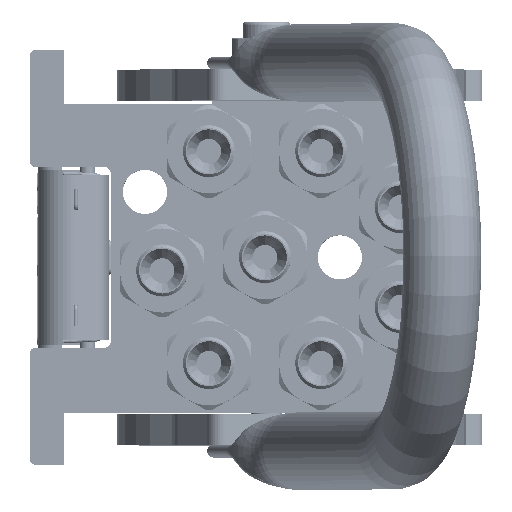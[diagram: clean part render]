
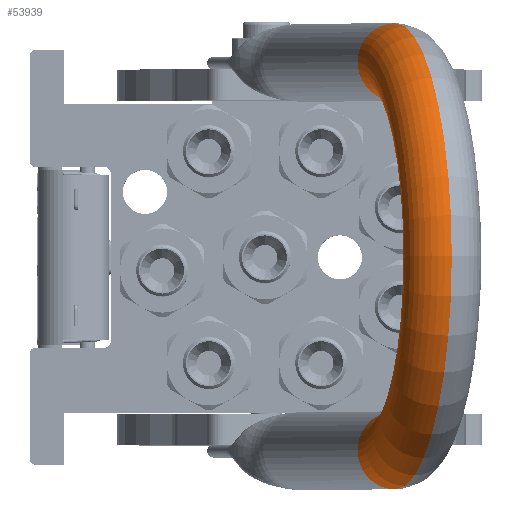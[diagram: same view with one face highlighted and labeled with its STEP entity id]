
A CAD part, top view. The second image highlights one B-rep face of the part: STEP entity #53939.
In plain terms, the highlighted toroidal (fillet/blend) face has major radius 62.25 mm and minor radius 12.5 mm.
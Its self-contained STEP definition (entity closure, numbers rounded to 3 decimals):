
#1129 = AXIS2_PLACEMENT_3D ( 'NONE', #18995, #97843, #47323 ) ;
#2251 = CIRCLE ( 'NONE', #35381, 74.75 ) ;
#11793 = VERTEX_POINT ( 'NONE', #63214 ) ;
#12003 = CARTESIAN_POINT ( 'NONE',  ( 49.75, 0., 125.25 ) ) ;
#16660 = TOROIDAL_SURFACE ( 'NONE', #116583, 62.25, 12.5 ) ;
#18995 = CARTESIAN_POINT ( 'NONE',  ( -62.25, 0., 125.25 ) ) ;
#20436 = DIRECTION ( 'NONE',  ( -1., 0., 0. ) ) ;
#30461 = CARTESIAN_POINT ( 'NONE',  ( 0., 0., 125.25 ) ) ;
#30770 = ORIENTED_EDGE ( 'NONE', *, *, #49872, .T. ) ;
#31705 = EDGE_LOOP ( 'NONE', ( #80854, #124847, #103114, #30770 ) ) ;
#35381 = AXIS2_PLACEMENT_3D ( 'NONE', #30461, #40477, #20436 ) ;
#37770 = DIRECTION ( 'NONE',  ( 1., 0., 0. ) ) ;
#40477 = DIRECTION ( 'NONE',  ( 0., 1., 0. ) ) ;
#40893 = DIRECTION ( 'NONE',  ( 0., 1., 0. ) ) ;
#42825 = CARTESIAN_POINT ( 'NONE',  ( 62.25, 0., 125.25 ) ) ;
#47323 = DIRECTION ( 'NONE',  ( 1., 0., 0. ) ) ;
#48557 = EDGE_CURVE ( 'NONE', #11793, #76346, #2251, .T. ) ;
#48629 = CARTESIAN_POINT ( 'NONE',  ( 0., 0., 125.25 ) ) ;
#49872 = EDGE_CURVE ( 'NONE', #109222, #11793, #56588, .T. ) ;
#51581 = DIRECTION ( 'NONE',  ( -1., 0., 0. ) ) ;
#53939 = ADVANCED_FACE ( 'NONE', ( #60329 ), #16660, .T. ) ;
#56460 = CARTESIAN_POINT ( 'NONE',  ( -49.75, 0., 125.25 ) ) ;
#56588 = CIRCLE ( 'NONE', #1129, 12.5 ) ;
#60329 = FACE_OUTER_BOUND ( 'NONE', #31705, .T. ) ;
#63214 = CARTESIAN_POINT ( 'NONE',  ( -74.75, 0., 125.25 ) ) ;
#65373 = VERTEX_POINT ( 'NONE', #12003 ) ;
#65996 = EDGE_CURVE ( 'NONE', #65373, #76346, #104594, .T. ) ;
#72070 = CIRCLE ( 'NONE', #123519, 49.75 ) ;
#75416 = CARTESIAN_POINT ( 'NONE',  ( 74.75, 0., 125.25 ) ) ;
#76346 = VERTEX_POINT ( 'NONE', #75416 ) ;
#80854 = ORIENTED_EDGE ( 'NONE', *, *, #48557, .T. ) ;
#97833 = DIRECTION ( 'NONE',  ( 0., 1., 0. ) ) ;
#97843 = DIRECTION ( 'NONE',  ( 0., 0., 1. ) ) ;
#100585 = CARTESIAN_POINT ( 'NONE',  ( 0., 0., 125.25 ) ) ;
#101650 = DIRECTION ( 'NONE',  ( 0., 0., -1. ) ) ;
#103114 = ORIENTED_EDGE ( 'NONE', *, *, #105809, .F. ) ;
#104594 = CIRCLE ( 'NONE', #129273, 12.5 ) ;
#105809 = EDGE_CURVE ( 'NONE', #109222, #65373, #72070, .T. ) ;
#109222 = VERTEX_POINT ( 'NONE', #56460 ) ;
#116583 = AXIS2_PLACEMENT_3D ( 'NONE', #48629, #97833, #37770 ) ;
#120519 = DIRECTION ( 'NONE',  ( -1., 0., 0. ) ) ;
#123519 = AXIS2_PLACEMENT_3D ( 'NONE', #100585, #40893, #120519 ) ;
#124847 = ORIENTED_EDGE ( 'NONE', *, *, #65996, .F. ) ;
#129273 = AXIS2_PLACEMENT_3D ( 'NONE', #42825, #101650, #51581 ) ;
